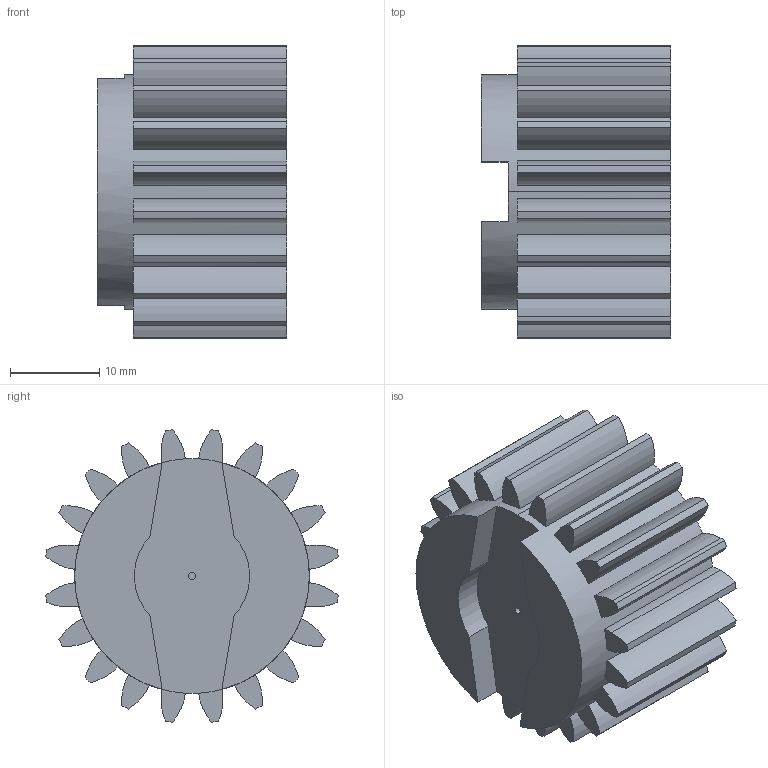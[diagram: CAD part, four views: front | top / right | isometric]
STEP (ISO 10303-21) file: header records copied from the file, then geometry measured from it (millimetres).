
FILE_DESCRIPTION (( 'STEP AP214' ), '1' );
FILE_NAME ('steering pinion.STEP', '2024-08-30T07:35:39', ( '' ), ( '' ), 'SwSTEP 2.0', 'SolidWorks 2023', '' );
FILE_SCHEMA (( 'AUTOMOTIVE_DESIGN' ));
Length unit declared in the file: millimetre
Products named in the file (1): steering pinion
Bounding box: 21.15 x 32.71 x 32.71 mm (x, y, z)
Volume: 13134.4 mm3; surface area: 5100.4 mm2
Topology: 1 solids, 1 shells, 99 faces, 288 edges, 192 vertices
Faces by surface type: cylinder 70, plane 29
Entity records: 3409 total; most frequent: DIRECTION 672, CARTESIAN_POINT 580, ORIENTED_EDGE 576, EDGE_CURVE 288, AXIS2_PLACEMENT_3D 284, VERTEX_POINT 192, CIRCLE 184, LINE 104
